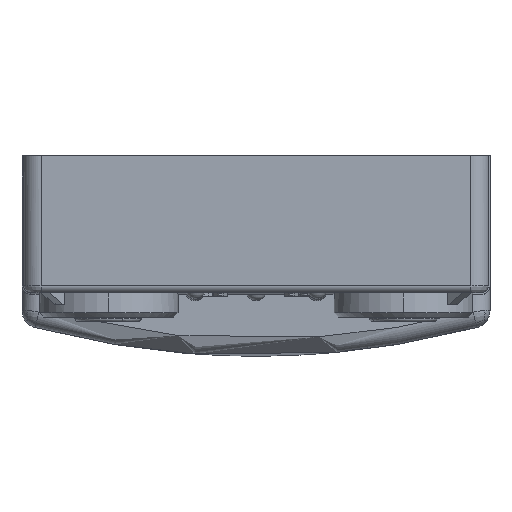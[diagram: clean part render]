
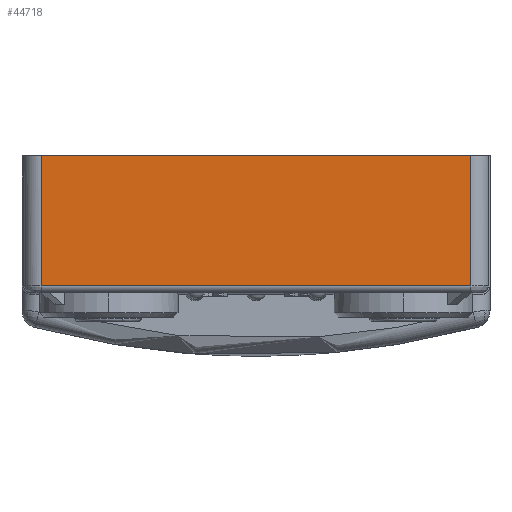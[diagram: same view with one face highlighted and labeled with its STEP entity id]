
A CAD part, front view. The second image highlights one B-rep face of the part: STEP entity #44718.
In plain terms, the highlighted planar face has unit normal (0, -1, -0.018).
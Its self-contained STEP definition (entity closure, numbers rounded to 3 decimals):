
#784=DIRECTION('',(1.,0.,0.));
#785=VECTOR('',#784,49.6);
#786=CARTESIAN_POINT('',(-19.317,27.459,29.75));
#787=LINE('',#786,#785);
#7149=DIRECTION('',(0.,-0.017,1.));
#7150=VECTOR('',#7149,15.016);
#7151=CARTESIAN_POINT('',(-19.317,27.721,14.736));
#7152=LINE('',#7151,#7150);
#7196=DIRECTION('',(0.,0.017,-1.));
#7197=VECTOR('',#7196,15.016);
#7198=CARTESIAN_POINT('',(30.283,27.459,29.75));
#7199=LINE('',#7198,#7197);
#7209=CARTESIAN_POINT('',(30.283,27.459,29.75));
#7229=DIRECTION('',(-1.,0.,0.));
#7230=VECTOR('',#7229,49.6);
#7231=CARTESIAN_POINT('',(30.283,27.721,14.736));
#7232=LINE('',#7231,#7230);
#35058=VERTEX_POINT('',#7209);
#35059=CARTESIAN_POINT('',(-19.317,27.459,29.75));
#35060=VERTEX_POINT('',#35059);
#35083=CARTESIAN_POINT('',(30.283,27.721,14.736));
#35084=VERTEX_POINT('',#35083);
#36781=CARTESIAN_POINT('',(-19.317,27.721,
14.736));
#36783=VERTEX_POINT('',#36781);
#44705=CARTESIAN_POINT('',(-6.658,27.46,29.65));
#44706=DIRECTION('',(0.,-1.,-0.017));
#44707=DIRECTION('',(0.,0.017,-1.));
#44708=AXIS2_PLACEMENT_3D('',#44705,#44706,#44707);
#44709=PLANE('',#44708);
#44710=ORIENTED_EDGE('',*,*,#39726,.T.);
#44712=ORIENTED_EDGE('',*,*,#44711,.T.);
#44714=ORIENTED_EDGE('',*,*,#44713,.T.);
#44715=ORIENTED_EDGE('',*,*,#44698,.T.);
#44716=EDGE_LOOP('',(#44710,#44712,#44714,#44715));
#44717=FACE_OUTER_BOUND('',#44716,.F.);
#44718=ADVANCED_FACE('',(#44717),#44709,.T.);
#39726=EDGE_CURVE('',#35060,#35058,#787,.T.);
#44698=EDGE_CURVE('',#36783,#35060,#7152,.T.);
#44711=EDGE_CURVE('',#35058,#35084,#7199,.T.);
#44713=EDGE_CURVE('',#35084,#36783,#7232,.T.);
